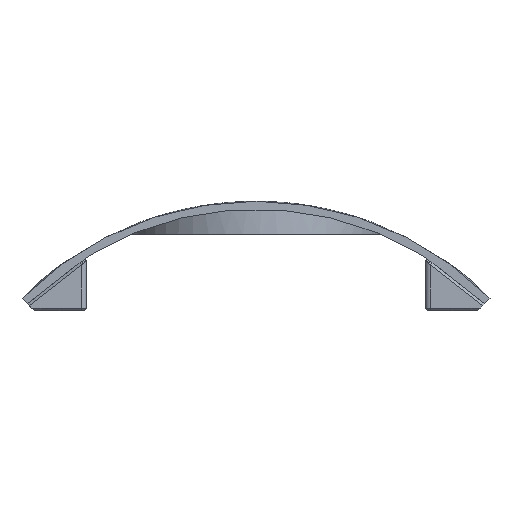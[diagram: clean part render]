
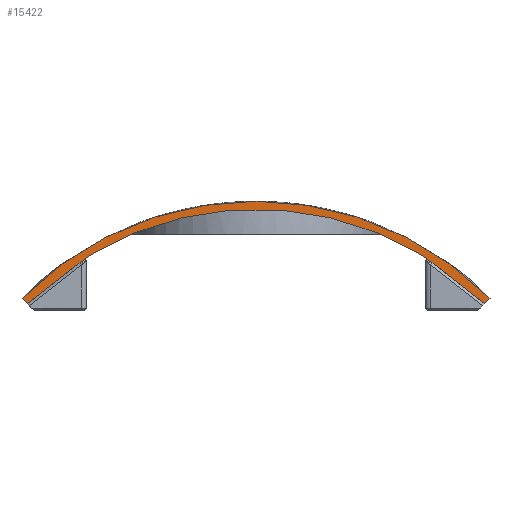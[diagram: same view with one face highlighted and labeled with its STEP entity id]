
A CAD part, front view. The second image highlights one B-rep face of the part: STEP entity #15422.
In plain terms, the highlighted planar face has unit normal (0, -1, 0).
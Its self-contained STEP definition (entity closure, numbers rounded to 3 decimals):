
#254=CIRCLE('',#16085,127.);
#263=CIRCLE('',#16112,124.);
#923=PLANE('',#16115);
#1741=FACE_OUTER_BOUND('',#2651,.T.);
#2651=EDGE_LOOP('',(#14362,#14363,#14364,#14365,#14366,#14367));
#4202=LINE('',#30865,#5761);
#4207=LINE('',#30879,#5766);
#4210=LINE('',#30884,#5769);
#4211=LINE('',#30885,#5770);
#5761=VECTOR('',#19028,10.);
#5766=VECTOR('',#19041,10.);
#5769=VECTOR('',#19046,10.);
#5770=VECTOR('',#19047,10.);
#7683=VERTEX_POINT('',#28828);
#7686=VERTEX_POINT('',#28833);
#7726=VERTEX_POINT('',#30863);
#7727=VERTEX_POINT('',#30864);
#7730=VERTEX_POINT('',#30872);
#7732=VERTEX_POINT('',#30878);
#9877=EDGE_CURVE('',#7683,#7686,#254,.T.);
#9936=EDGE_CURVE('',#7726,#7727,#4202,.T.);
#9940=EDGE_CURVE('',#7730,#7727,#263,.T.);
#9943=EDGE_CURVE('',#7732,#7730,#4207,.T.);
#9946=EDGE_CURVE('',#7686,#7732,#4210,.T.);
#9947=EDGE_CURVE('',#7726,#7683,#4211,.T.);
#14362=ORIENTED_EDGE('',*,*,#9877,.T.);
#14363=ORIENTED_EDGE('',*,*,#9946,.T.);
#14364=ORIENTED_EDGE('',*,*,#9943,.T.);
#14365=ORIENTED_EDGE('',*,*,#9940,.T.);
#14366=ORIENTED_EDGE('',*,*,#9936,.F.);
#14367=ORIENTED_EDGE('',*,*,#9947,.T.);
#15422=ADVANCED_FACE('',(#1741),#923,.F.);
#16085=AXIS2_PLACEMENT_3D('',#28835,#18957,#18958);
#16112=AXIS2_PLACEMENT_3D('',#30873,#19034,#19035);
#16115=AXIS2_PLACEMENT_3D('',#30883,#19044,#19045);
#18957=DIRECTION('center_axis',(0.,-1.,0.));
#18958=DIRECTION('ref_axis',(1.,0.,0.));
#19028=DIRECTION('',(-0.787,0.,0.616));
#19034=DIRECTION('center_axis',(0.,1.,0.));
#19035=DIRECTION('ref_axis',(1.,0.,0.));
#19041=DIRECTION('',(0.787,0.,0.616));
#19044=DIRECTION('center_axis',(0.,1.,0.));
#19045=DIRECTION('ref_axis',(1.,0.,0.));
#19046=DIRECTION('',(0.707,0.,-0.707));
#19047=DIRECTION('',(0.707,0.,0.707));
#28828=CARTESIAN_POINT('',(89.803,-62.5,89.803));
#28833=CARTESIAN_POINT('',(-89.803,-62.5,89.803));
#28835=CARTESIAN_POINT('Origin',(0.,-62.5,0.));
#30863=CARTESIAN_POINT('',(87.681,-62.5,87.681));
#30864=CARTESIAN_POINT('',(64.058,-62.5,106.173));
#30865=CARTESIAN_POINT('',(87.681,-62.5,87.681));
#30872=CARTESIAN_POINT('',(-64.058,-62.5,106.173));
#30873=CARTESIAN_POINT('Origin',(0.,-62.5,0.));
#30878=CARTESIAN_POINT('',(-87.681,-62.5,87.681));
#30879=CARTESIAN_POINT('',(-87.681,-62.5,87.681));
#30883=CARTESIAN_POINT('Origin',(0.,-62.5,107.341));
#30884=CARTESIAN_POINT('',(0.,-62.5,0.));
#30885=CARTESIAN_POINT('',(0.,-62.5,0.));
